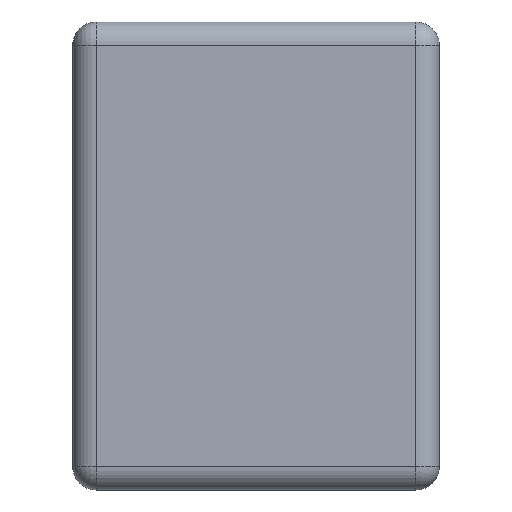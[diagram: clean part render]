
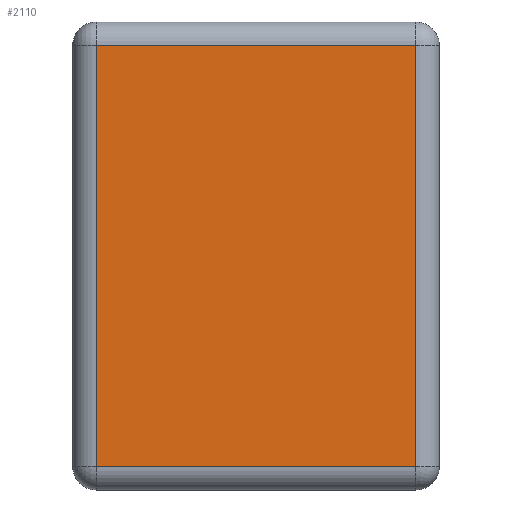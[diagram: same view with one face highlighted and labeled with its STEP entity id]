
A CAD part, left-side view. The second image highlights one B-rep face of the part: STEP entity #2110.
In plain terms, the highlighted planar face has unit normal (-1, 0, 0).
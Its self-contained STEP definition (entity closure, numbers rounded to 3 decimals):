
#218 = EDGE_CURVE ( 'NONE', #219, #220, #1142, .T. ) ;
#219 = VERTEX_POINT ( 'NONE', #1138 ) ;
#220 = VERTEX_POINT ( 'NONE', #1137 ) ;
#221 = ORIENTED_EDGE ( 'NONE', *, *, #222, .T. ) ;
#222 = EDGE_CURVE ( 'NONE', #220, #223, #1136, .T. ) ;
#223 = VERTEX_POINT ( 'NONE', #1132 ) ;
#224 = ORIENTED_EDGE ( 'NONE', *, *, #225, .T. ) ;
#225 = EDGE_CURVE ( 'NONE', #223, #226, #1131, .T. ) ;
#226 = VERTEX_POINT ( 'NONE', #1127 ) ;
#227 = ORIENTED_EDGE ( 'NONE', *, *, #228, .T. ) ;
#228 = EDGE_CURVE ( 'NONE', #226, #219, #1126, .T. ) ;
#1123 = DIRECTION ( 'NONE',  ( 0., 0., 1. ) ) ;
#1124 = VECTOR ( 'NONE', #1123, 1000. ) ;
#1125 = CARTESIAN_POINT ( 'NONE',  ( -3.1, 0.3, 3. ) ) ;
#1126 = LINE ( 'NONE', #1125, #1124 ) ;
#1127 = CARTESIAN_POINT ( 'NONE',  ( -3.1, 0.3, -2.7 ) ) ;
#1128 = DIRECTION ( 'NONE',  ( 0., -1., 0. ) ) ;
#1129 = VECTOR ( 'NONE', #1128, 1000. ) ;
#1130 = CARTESIAN_POINT ( 'NONE',  ( -3.1, 4.7, -2.7 ) ) ;
#1131 = LINE ( 'NONE', #1130, #1129 ) ;
#1132 = CARTESIAN_POINT ( 'NONE',  ( -3.1, 4.4, -2.7 ) ) ;
#1133 = DIRECTION ( 'NONE',  ( 0., 0., -1. ) ) ;
#1134 = VECTOR ( 'NONE', #1133, 1000. ) ;
#1135 = CARTESIAN_POINT ( 'NONE',  ( -3.1, 4.4, 3. ) ) ;
#1136 = LINE ( 'NONE', #1135, #1134 ) ;
#1137 = CARTESIAN_POINT ( 'NONE',  ( -3.1, 4.4, 2.7 ) ) ;
#1138 = CARTESIAN_POINT ( 'NONE',  ( -3.1, 0.3, 2.7 ) ) ;
#1139 = DIRECTION ( 'NONE',  ( 0., 1., 0. ) ) ;
#1140 = VECTOR ( 'NONE', #1139, 1000. ) ;
#1141 = CARTESIAN_POINT ( 'NONE',  ( -3.1, 4.7, 2.7 ) ) ;
#1142 = LINE ( 'NONE', #1141, #1140 ) ;
#1967 = FACE_OUTER_BOUND ( 'NONE', #2106, .T. ) ;
#2002 = DIRECTION ( 'NONE',  ( 0., 0., -1. ) ) ;
#2003 = DIRECTION ( 'NONE',  ( 1., 0., 0. ) ) ;
#2004 = CARTESIAN_POINT ( 'NONE',  ( -3.1, 4.7, 3. ) ) ;
#2005 = AXIS2_PLACEMENT_3D ( 'NONE', #2004, #2003, #2002 ) ;
#2006 = PLANE ( 'NONE',  #2005 ) ;
#2106 = EDGE_LOOP ( 'NONE', ( #2107, #221, #224, #227 ) ) ;
#2107 = ORIENTED_EDGE ( 'NONE', *, *, #218, .T. ) ;
#2110 = ADVANCED_FACE ( 'NONE', ( #1967 ), #2006, .F. ) ;
